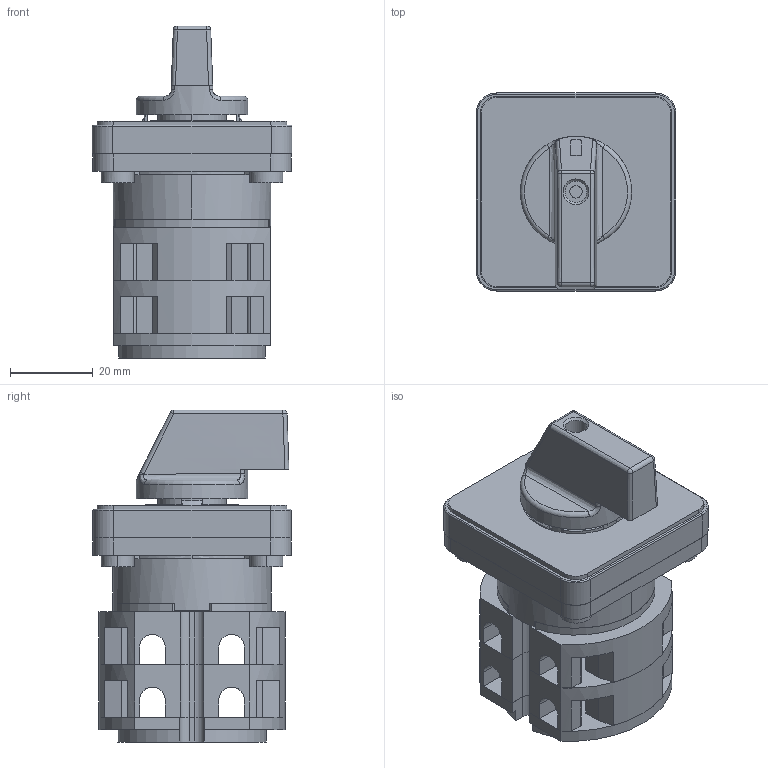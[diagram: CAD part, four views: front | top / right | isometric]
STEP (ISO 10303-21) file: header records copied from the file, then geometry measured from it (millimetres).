
FILE_DESCRIPTION(/* description */ (''),/* implementation_level */ '2;1');
FILE_NAME(/* name */ '装配 LW26-25 2节 M1圆角 I型手柄.stp',/* time_stamp */ '2025-03-27T13:08:20+08:00',/* author */ (''),/* organization */ (''),/* preprocessor_version */ 'ST-DEVELOPER v16.7',/* originating_system */ 'SIEMENS PLM Software NX 12.0',/* authorisation */ '');
FILE_SCHEMA (('AUTOMOTIVE_DESIGN { 1 0 10303 214 3 1 1 1 }'));
Length unit declared in the file: millimetre
Products named in the file (1): JYC58F0BEBAq0t2
Bounding box: 48.4 x 48 x 80.45 mm (x, y, z)
Volume: 55611.6 mm3; surface area: 52107.7 mm2
Topology: 11 solids, 11 shells, 1306 faces, 3477 edges, 2269 vertices
Faces by surface type: plane 639, cylinder 564, torus 44, cone 28, bspline 27, sphere 4
Full cylindrical faces by diameter (mm): 3 x1, 5.2 x1, 9.6 x2, 13 x1, 14 x1, 25.5 x1, 27 x1
Entity records: 43567 total; most frequent: CARTESIAN_POINT 9968, DIRECTION 7114, ORIENTED_EDGE 6920, EDGE_CURVE 3460, AXIS2_PLACEMENT_3D 2545, VERTEX_POINT 2266, LINE 2024, VECTOR 2024
